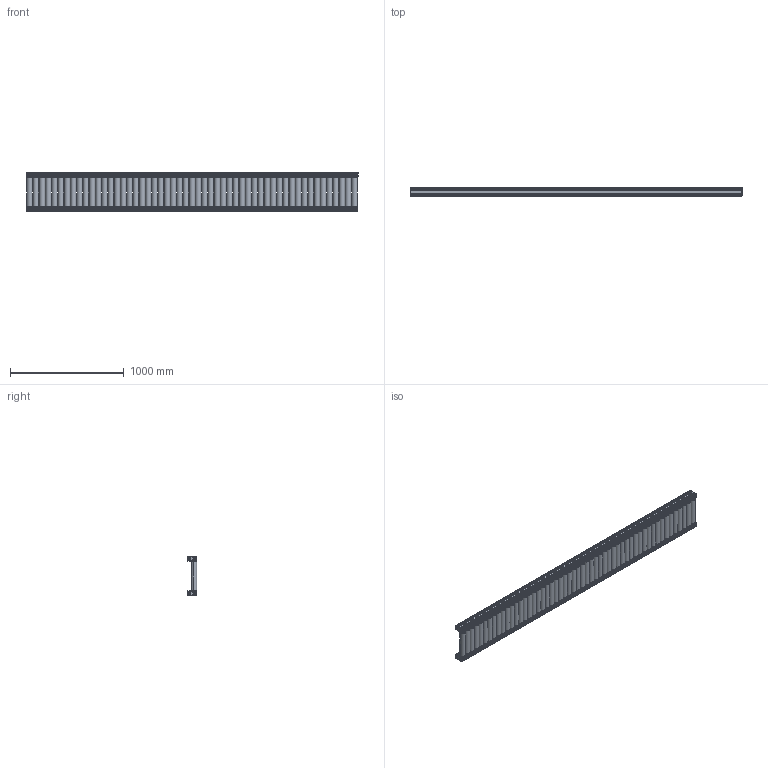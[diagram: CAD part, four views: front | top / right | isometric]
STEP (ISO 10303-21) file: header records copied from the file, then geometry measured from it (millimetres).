
FILE_DESCRIPTION (( 'STEP AP214' ), '1' );
FILE_NAME ('CR_350_53_000_55_2914_elcom.step', '2021-02-10T09:59:22', ( '' ), ( '' ), 'SwSTEP 2.0', 'SolidWorks 2010', '' );
FILE_SCHEMA (( 'AUTOMOTIVE_DESIGN' ));
Length unit declared in the file: millimetre
Products named in the file (7): Profile-Side-1_CR_350_53_000_55_elcom_CR.350.53.000.55_elcom; Profile-Side-2_CR_350_53_000_55_elcom_CR.350.53.000.55_elcom; End-Cover_CR_350_53_000_55_elcom_CR.350.53.000.55_elcom; Lateral-Guide-Profile-Side-1_CR_350_53_000_55_elcom_CR.350.53.000.55_elcom; Lateral-Guide-Profile-Side-2_CR_350_53_000_55_elcom_CR.350.53.000.55_elcom; Roller_CR_350_53_000_55_elcom_CR.350.53.000.55_elcom; CR_350_53_000_55_2914_elcom
Assembly tree (61 placements, depth 2):
  CR_350_53_000_55_2914_elcom
    Roller_CR_350_53_000_55_elcom_CR.350.53.000.55_elcom  x53
    End-Cover_CR_350_53_000_55_elcom_CR.350.53.000.55_elcom  x4
    Profile-Side-2_CR_350_53_000_55_elcom_CR.350.53.000.55_elcom
    Profile-Side-1_CR_350_53_000_55_elcom_CR.350.53.000.55_elcom
    Lateral-Guide-Profile-Side-2_CR_350_53_000_55_elcom_CR.350.53.000.55_elcom
    Lateral-Guide-Profile-Side-1_CR_350_53_000_55_elcom_CR.350.53.000.55_elcom
Bounding box: 2922 x 84.99 x 350 mm (x, y, z)
Volume: 35127548.5 mm3; surface area: 7451464 mm2
Topology: 61 solids, 61 shells, 1768 faces, 3952 edges, 2396 vertices
Faces by surface type: cone 636, cylinder 606, plane 510, sphere 16
Entity records: 20402 total; most frequent: DIRECTION 3464, CARTESIAN_POINT 3366, ORIENTED_EDGE 3288, EDGE_CURVE 1644, AXIS2_PLACEMENT_3D 1186, LINE 1092, VECTOR 1092, VERTEX_POINT 1088
